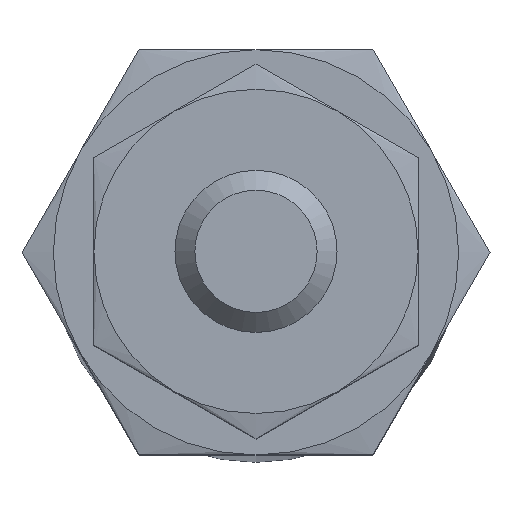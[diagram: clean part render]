
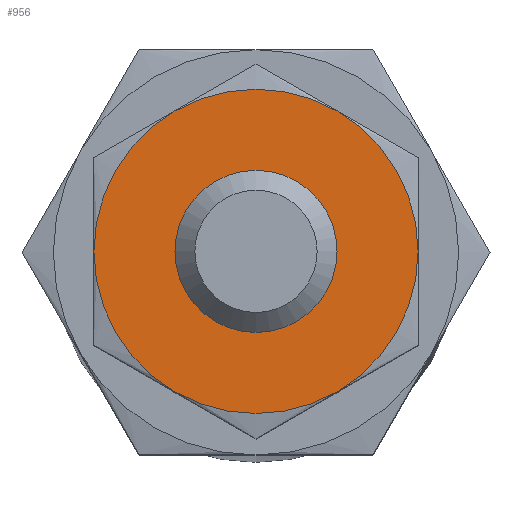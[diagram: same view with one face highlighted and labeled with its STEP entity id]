
A CAD part, top view. The second image highlights one B-rep face of the part: STEP entity #956.
In plain terms, the highlighted face is planar.
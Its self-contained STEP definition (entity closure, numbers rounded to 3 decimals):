
#354=ORIENTED_EDGE('',*,*,#471,.T.);
#355=ORIENTED_EDGE('',*,*,#474,.T.);
#356=ORIENTED_EDGE('',*,*,#477,.T.);
#357=ORIENTED_EDGE('',*,*,#480,.T.);
#358=ORIENTED_EDGE('',*,*,#483,.T.);
#359=ORIENTED_EDGE('',*,*,#470,.T.);
#360=ORIENTED_EDGE('',*,*,#507,.F.);
#470=EDGE_CURVE('',#567,#569,#636,.T.);
#471=EDGE_CURVE('',#569,#570,#637,.T.);
#474=EDGE_CURVE('',#570,#572,#638,.T.);
#477=EDGE_CURVE('',#572,#574,#639,.T.);
#480=EDGE_CURVE('',#574,#576,#640,.T.);
#483=EDGE_CURVE('',#576,#567,#641,.T.);
#507=EDGE_CURVE('',#594,#594,#651,.T.);
#567=VERTEX_POINT('',#1684);
#569=VERTEX_POINT('',#1690);
#570=VERTEX_POINT('',#1694);
#572=VERTEX_POINT('',#1706);
#574=VERTEX_POINT('',#1718);
#576=VERTEX_POINT('',#1730);
#594=VERTEX_POINT('',#1834);
#636=CIRCLE('',#1108,2.);
#637=CIRCLE('',#1110,2.);
#638=CIRCLE('',#1112,2.);
#639=CIRCLE('',#1114,2.);
#640=CIRCLE('',#1116,2.);
#641=CIRCLE('',#1118,2.);
#651=CIRCLE('',#1138,1.);
#750=EDGE_LOOP('',(#354,#355,#356,#357,#358,#359));
#751=EDGE_LOOP('',(#360));
#856=FACE_BOUND('',#750,.T.);
#857=FACE_BOUND('',#751,.T.);
#884=PLANE('',#1139);
#956=ADVANCED_FACE('',(#856,#857),#884,.T.);
#1108=AXIS2_PLACEMENT_3D('',#1691,#1344,#1345);
#1110=AXIS2_PLACEMENT_3D('',#1693,#1348,#1349);
#1112=AXIS2_PLACEMENT_3D('',#1705,#1352,#1353);
#1114=AXIS2_PLACEMENT_3D('',#1717,#1356,#1357);
#1116=AXIS2_PLACEMENT_3D('',#1729,#1360,#1361);
#1118=AXIS2_PLACEMENT_3D('',#1741,#1364,#1365);
#1138=AXIS2_PLACEMENT_3D('',#1833,#1404,#1405);
#1139=AXIS2_PLACEMENT_3D('',#1835,#1406,#1407);
#1344=DIRECTION('',(0.,0.,-1.));
#1345=DIRECTION('',(-1.,0.,0.));
#1348=DIRECTION('',(0.,0.,-1.));
#1349=DIRECTION('',(-1.,0.,0.));
#1352=DIRECTION('',(0.,0.,-1.));
#1353=DIRECTION('',(-1.,0.,0.));
#1356=DIRECTION('',(0.,0.,-1.));
#1357=DIRECTION('',(-1.,0.,0.));
#1360=DIRECTION('',(0.,0.,-1.));
#1361=DIRECTION('',(-1.,0.,0.));
#1364=DIRECTION('',(0.,0.,-1.));
#1365=DIRECTION('',(-1.,0.,0.));
#1404=DIRECTION('',(0.,0.,-1.));
#1405=DIRECTION('',(-1.,0.,0.));
#1406=DIRECTION('',(0.,0.,-1.));
#1407=DIRECTION('',(-1.,0.,0.));
#1684=CARTESIAN_POINT('',(-1.,-1.732,-1.6));
#1690=CARTESIAN_POINT('',(-2.,0.,-1.6));
#1691=CARTESIAN_POINT('',(0.,0.,-1.6));
#1693=CARTESIAN_POINT('',(0.,0.,-1.6));
#1694=CARTESIAN_POINT('',(-1.,1.732,-1.6));
#1705=CARTESIAN_POINT('',(0.,0.,-1.6));
#1706=CARTESIAN_POINT('',(1.,1.732,-1.6));
#1717=CARTESIAN_POINT('',(0.,0.,-1.6));
#1718=CARTESIAN_POINT('',(2.,0.,-1.6));
#1729=CARTESIAN_POINT('',(0.,0.,-1.6));
#1730=CARTESIAN_POINT('',(1.,-1.732,-1.6));
#1741=CARTESIAN_POINT('',(0.,0.,-1.6));
#1833=CARTESIAN_POINT('',(0.,0.,-1.6));
#1834=CARTESIAN_POINT('',(-1.,0.,-1.6));
#1835=CARTESIAN_POINT('',(0.,1.,-1.6));
